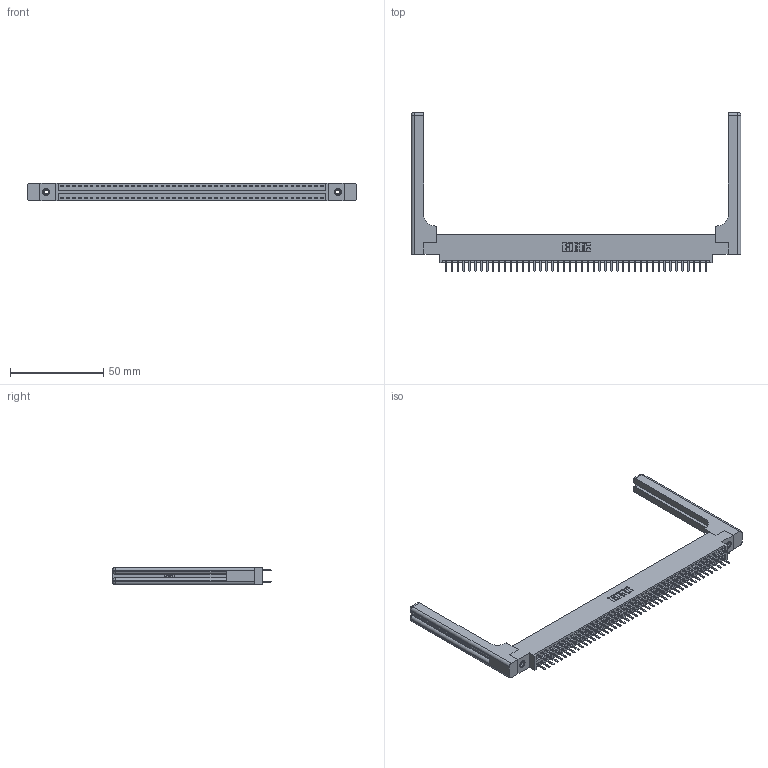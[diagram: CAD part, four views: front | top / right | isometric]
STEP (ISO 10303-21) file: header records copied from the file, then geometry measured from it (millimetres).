
FILE_DESCRIPTION (( 'STEP AP203' ), '1' );
FILE_NAME ('396-090-520-858.STEP', '2019-11-02T15:23:04', ( '' ), ( '' ), 'SwSTEP 2.0', 'SolidWorks 2016', '' );
FILE_SCHEMA (( 'CONFIG_CONTROL_DESIGN' ));
Length unit declared in the file: inch
Products named in the file (5): 345-292-001_345-293-120; 345-250-001_345-250-001-102; 346-220-058_345-220-058; 396-090-520-858; 346 Part_0.170 Offset - 0.156 Dia-TH
Assembly tree (95 placements, depth 2):
  396-090-520-858
    346 Part_0.170 Offset - 0.156 Dia-TH
    345-292-001_345-293-120  x90
    345-250-001_345-250-001-102  x2
    346-220-058_345-220-058  x2
Bounding box: 176.94 x 85.29 x 9.4 mm (x, y, z)
Volume: 24576.9 mm3; surface area: 28588.1 mm2
Topology: 95 solids, 95 shells, 5422 faces, 15677 edges, 10190 vertices
Faces by surface type: plane 3558, cylinder 1804, bspline 36, cone 12, sphere 8, torus 4
Entity records: 34392 total; most frequent: CARTESIAN_POINT 6685, ORIENTED_EDGE 5404, DIRECTION 4862, EDGE_CURVE 2702, LINE 2294, VECTOR 2294, VERTEX_POINT 1790, AXIS2_PLACEMENT_3D 1284
